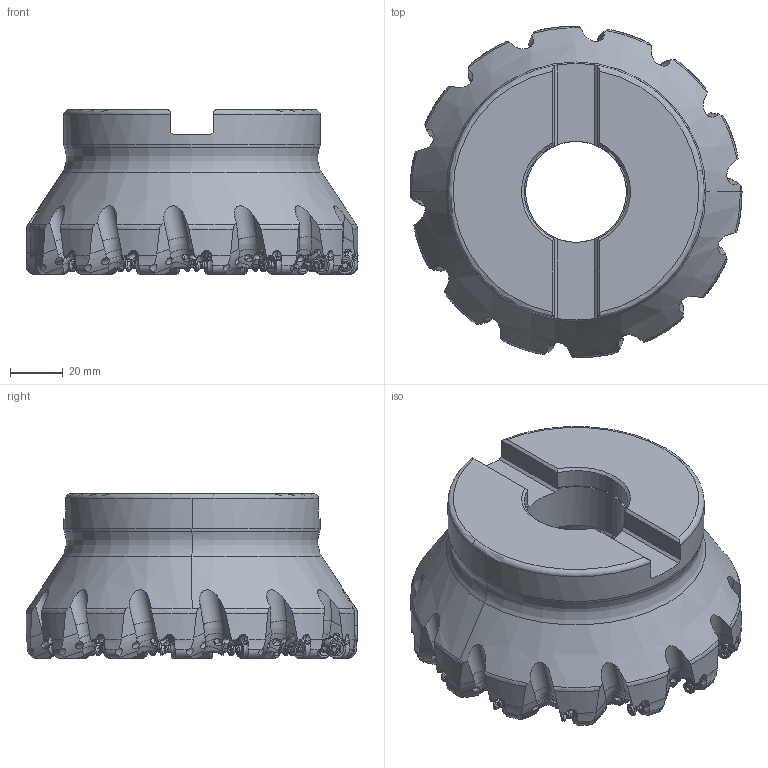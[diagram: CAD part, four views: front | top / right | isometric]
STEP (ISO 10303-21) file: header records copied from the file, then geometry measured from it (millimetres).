
FILE_DESCRIPTION(/* description */ (''),/* implementation_level */ '2;1');
FILE_NAME(/* name */ 'WWX200UR5_0014EA.stp',/* time_stamp */ '2022-11-25T16:42:43+09:00',/* author */ (''),/* organization */ (''),/* preprocessor_version */ 'ST-DEVELOPER v16',/* originating_system */ 'SIEMENS PLM Software NX 10.0',/* authorisation */ '');
FILE_SCHEMA (('AUTOMOTIVE_DESIGN { 1 0 10303 214 3 1 1 1 }'));
Products named in the file (1): WWX200UR5_0014EA_ASM
Bounding box: 125.4 x 125.38 x 62.31 mm (x, y, z)
Volume: 438612.5 mm3; surface area: 56451.2 mm2
Topology: 15 solids, 15 shells, 1684 faces, 5021 edges, 3272 vertices
Faces by surface type: cylinder 586, plane 412, bspline 210, sphere 196, cone 110, torus 86, extrusion 84
Entity records: 104914 total; most frequent: CARTESIAN_POINT 63233, ORIENTED_EDGE 9818, DIRECTION 7232, EDGE_CURVE 4909, VERTEX_POINT 3255, AXIS2_PLACEMENT_3D 3037, B_SPLINE_CURVE_WITH_KNOTS 2336, EDGE_LOOP 1742
